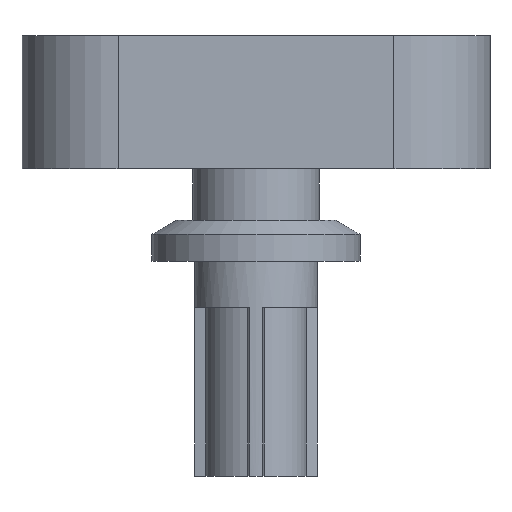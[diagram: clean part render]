
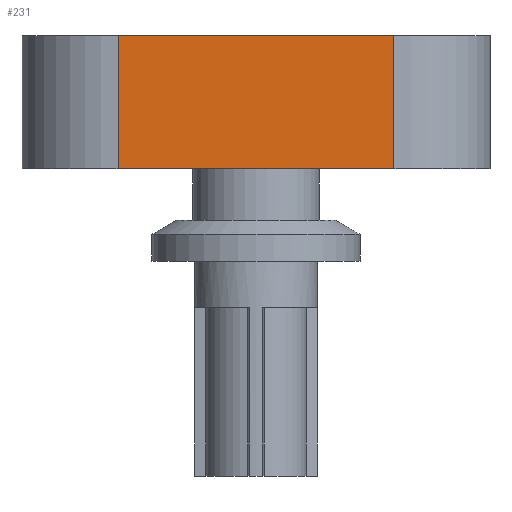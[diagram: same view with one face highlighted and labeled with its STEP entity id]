
A CAD part, left-side view. The second image highlights one B-rep face of the part: STEP entity #231.
In plain terms, the highlighted planar face has unit normal (-1, 0, 0).
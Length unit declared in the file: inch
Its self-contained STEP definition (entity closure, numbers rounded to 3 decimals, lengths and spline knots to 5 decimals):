
#231=ADVANCED_FACE('',(#471),#365,.T.);
#365=PLANE('',#2621);
#471=FACE_OUTER_BOUND('',#627,.T.);
#627=EDGE_LOOP('',(#1085,#1086,#1087,#1088));
#1085=ORIENTED_EDGE('',*,*,#1931,.T.);
#1086=ORIENTED_EDGE('',*,*,#1932,.T.);
#1087=ORIENTED_EDGE('',*,*,#1924,.T.);
#1088=ORIENTED_EDGE('',*,*,#1933,.T.);
#1669=VERTEX_POINT('',#3882);
#1670=VERTEX_POINT('',#3884);
#1675=VERTEX_POINT('',#3897);
#1676=VERTEX_POINT('',#3898);
#1924=EDGE_CURVE('',#1670,#1669,#2199,.T.);
#1931=EDGE_CURVE('',#1675,#1676,#2203,.T.);
#1932=EDGE_CURVE('',#1676,#1670,#2204,.T.);
#1933=EDGE_CURVE('',#1669,#1675,#2205,.T.);
#2199=LINE('',#3883,#2433);
#2203=LINE('',#3896,#2437);
#2204=LINE('',#3899,#2438);
#2205=LINE('',#3900,#2439);
#2433=VECTOR('',#3090,1.);
#2437=VECTOR('',#3102,1.);
#2438=VECTOR('',#3103,1.);
#2439=VECTOR('',#3104,1.);
#2621=AXIS2_PLACEMENT_3D('',#3901,#3105,#3106);
#3090=DIRECTION('',(0.,1.,0.));
#3102=DIRECTION('',(0.,-1.,0.));
#3103=DIRECTION('',(0.,0.,1.));
#3104=DIRECTION('',(0.,0.,-1.));
#3105=DIRECTION('',(-1.,0.,0.));
#3106=DIRECTION('',(0.,0.,-1.));
#3882=CARTESIAN_POINT('',(-0.8996,0.53033,0.6693));
#3883=CARTESIAN_POINT('',(-0.8996,0.,0.6693));
#3884=CARTESIAN_POINT('',(-0.8996,-0.53033,0.6693));
#3896=CARTESIAN_POINT('',(-0.8996,0.,0.1575));
#3897=CARTESIAN_POINT('',(-0.8996,0.53033,0.1575));
#3898=CARTESIAN_POINT('',(-0.8996,-0.53033,0.1575));
#3899=CARTESIAN_POINT('',(-0.8996,-0.53033,0.1575));
#3900=CARTESIAN_POINT('',(-0.8996,0.53033,0.1575));
#3901=CARTESIAN_POINT('',(-0.8996,0.,0.1575));
